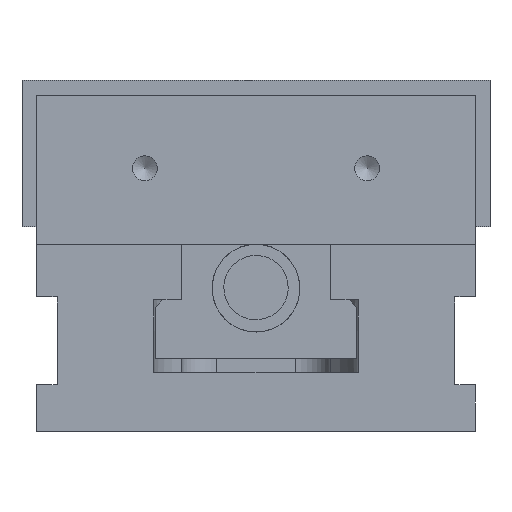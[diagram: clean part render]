
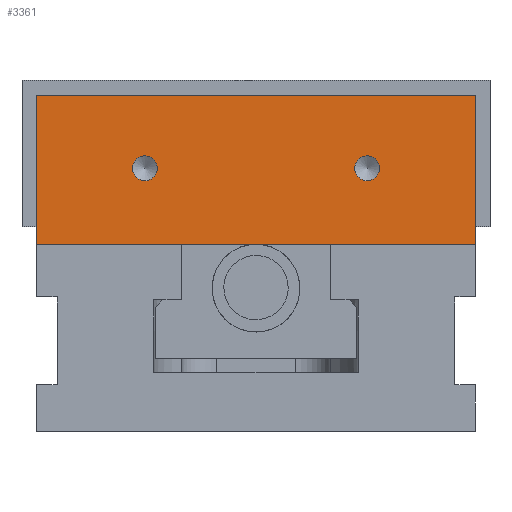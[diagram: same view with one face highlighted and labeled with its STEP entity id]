
A CAD part, left-side view. The second image highlights one B-rep face of the part: STEP entity #3361.
In plain terms, the highlighted planar face has unit normal (-1, 0, 0).
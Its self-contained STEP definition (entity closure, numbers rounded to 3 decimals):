
#156=FACE_BOUND('',#4257,.T.);
#157=FACE_BOUND('',#4258,.T.);
#158=FACE_BOUND('',#4259,.T.);
#389=CIRCLE('',#9070,4.25);
#390=CIRCLE('',#9071,4.25);
#3361=ADVANCED_FACE('',(#156,#157,#158),#3702,.T.);
#3702=PLANE('',#9072);
#4257=EDGE_LOOP('',(#4890));
#4258=EDGE_LOOP('',(#4891));
#4259=EDGE_LOOP('',(#4892,#4893,#4894,#4895));
#4890=ORIENTED_EDGE('',*,*,#7014,.F.);
#4891=ORIENTED_EDGE('',*,*,#7015,.F.);
#4892=ORIENTED_EDGE('',*,*,#6981,.F.);
#4893=ORIENTED_EDGE('',*,*,#7013,.T.);
#4894=ORIENTED_EDGE('',*,*,#6991,.T.);
#4895=ORIENTED_EDGE('',*,*,#6975,.F.);
#6354=VERTEX_POINT('',#11458);
#6356=VERTEX_POINT('',#11461);
#6361=VERTEX_POINT('',#11472);
#6368=VERTEX_POINT('',#11492);
#6382=VERTEX_POINT('',#11544);
#6383=VERTEX_POINT('',#11546);
#6975=EDGE_CURVE('',#6354,#6356,#7765,.T.);
#6981=EDGE_CURVE('',#6361,#6354,#7771,.T.);
#6991=EDGE_CURVE('',#6368,#6356,#7779,.T.);
#7013=EDGE_CURVE('',#6361,#6368,#7795,.T.);
#7014=EDGE_CURVE('',#6382,#6382,#389,.T.);
#7015=EDGE_CURVE('',#6383,#6383,#390,.T.);
#7765=LINE('',#11460,#8390);
#7771=LINE('',#11473,#8396);
#7779=LINE('',#11491,#8404);
#7795=LINE('',#11541,#8420);
#8390=VECTOR('',#9742,1.);
#8396=VECTOR('',#9750,1.);
#8404=VECTOR('',#9766,1.);
#8420=VECTOR('',#9822,1.);
#9070=AXIS2_PLACEMENT_3D('',#11543,#9825,#9826);
#9071=AXIS2_PLACEMENT_3D('',#11545,#9827,#9828);
#9072=AXIS2_PLACEMENT_3D('',#11547,#9829,#9830);
#9742=DIRECTION('',(0.,-1.,0.));
#9750=DIRECTION('',(0.,0.,1.));
#9766=DIRECTION('',(0.,0.,1.));
#9822=DIRECTION('',(0.,-1.,0.));
#9825=DIRECTION('',(-1.,0.,0.));
#9826=DIRECTION('',(0.,0.,-1.));
#9827=DIRECTION('',(-1.,0.,0.));
#9828=DIRECTION('',(0.,0.,-1.));
#9829=DIRECTION('',(-1.,0.,0.));
#9830=DIRECTION('',(0.,0.,-1.));
#11458=CARTESIAN_POINT('',(-3.,150.,115.2));
#11460=CARTESIAN_POINT('',(-3.,150.,115.2));
#11461=CARTESIAN_POINT('',(-3.,0.,115.2));
#11472=CARTESIAN_POINT('',(-3.,150.,64.2));
#11473=CARTESIAN_POINT('',(-3.,150.,64.2));
#11491=CARTESIAN_POINT('',(-3.,0.,64.2));
#11492=CARTESIAN_POINT('',(-3.,0.,64.2));
#11541=CARTESIAN_POINT('',(-3.,150.,64.2));
#11543=CARTESIAN_POINT('',(-3.,113.,90.2));
#11544=CARTESIAN_POINT('',(-3.,113.,85.95));
#11545=CARTESIAN_POINT('',(-3.,37.,90.2));
#11546=CARTESIAN_POINT('',(-3.,37.,85.95));
#11547=CARTESIAN_POINT('',(-3.,150.,64.2));
